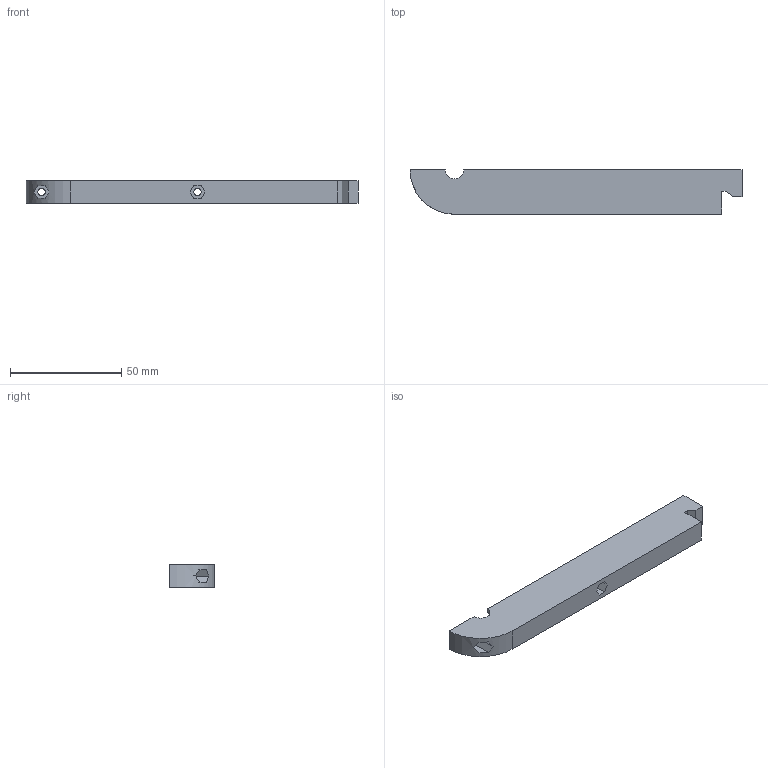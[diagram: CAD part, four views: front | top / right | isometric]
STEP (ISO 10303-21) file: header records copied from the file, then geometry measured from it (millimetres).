
FILE_DESCRIPTION(('STEP AP242'), '1');
FILE_NAME('1_罻謤僔_3_1', '', ('UNSPECIFIED'), ('UNSPECIFIED'), 'C3D Converter', 'C3D Toolkit', '');
FILE_SCHEMA(('AP242_MANAGED_MODEL_BASED_3D_ENGINEERING_MIM_LF { 1 0 10303 442 1 1 4 }'));
Length unit declared in the file: millimetre
Bounding box: 149.05 x 20 x 10 mm (x, y, z)
Volume: 26630.8 mm3; surface area: 9679.9 mm2
Topology: 1 solids, 1 shells, 40 faces, 104 edges, 68 vertices
Faces by surface type: plane 26, cylinder 12, torus 2
Full cylindrical faces by diameter (mm): 3.3 x2
Entity records: 1629 total; most frequent: CARTESIAN_POINT 315, ORIENTED_EDGE 204, DIRECTION 184, EDGE_CURVE 102, LINE 70, VECTOR 70, VERTEX_POINT 68, AXIS2_PLACEMENT_3D 57
